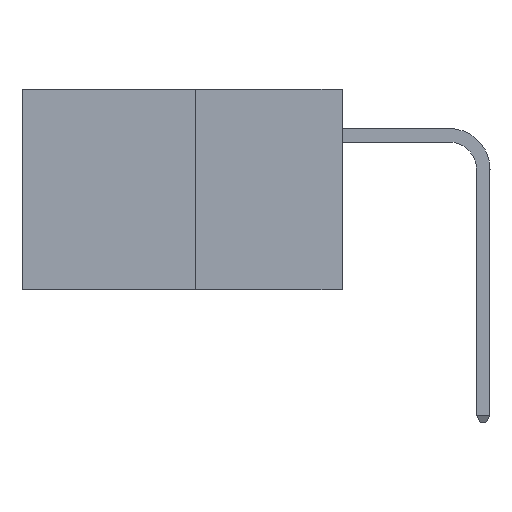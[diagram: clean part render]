
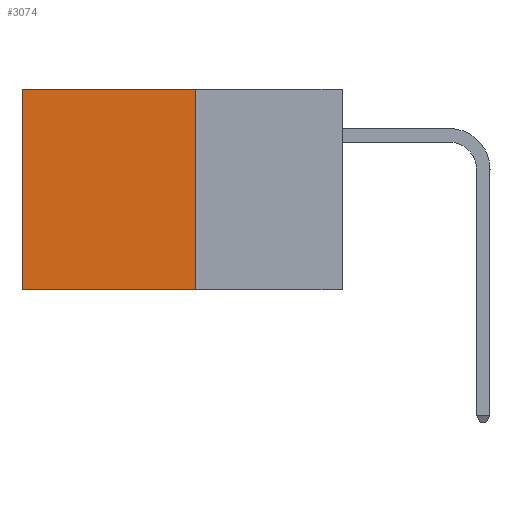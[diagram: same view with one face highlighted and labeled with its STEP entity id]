
A CAD part, left-side view. The second image highlights one B-rep face of the part: STEP entity #3074.
In plain terms, the highlighted planar face has unit normal (-1, 0, 0).
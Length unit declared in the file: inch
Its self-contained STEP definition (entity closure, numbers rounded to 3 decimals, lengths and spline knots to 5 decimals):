
#760 = CARTESIAN_POINT ( 'NONE',  ( 0.277, 0.59, -0.37 ) ) ;
#1094 = LINE ( 'NONE', #4596, #6763 ) ;
#1224 = ORIENTED_EDGE ( 'NONE', *, *, #6938, .T. ) ;
#1261 = ORIENTED_EDGE ( 'NONE', *, *, #6008, .F. ) ;
#1283 = ORIENTED_EDGE ( 'NONE', *, *, #5064, .F. ) ;
#1607 = EDGE_CURVE ( 'NONE', #5613, #2043, #1094, .T. ) ;
#2033 = DIRECTION ( 'NONE',  ( 0., 0., -1. ) ) ;
#2043 = VERTEX_POINT ( 'NONE', #8231 ) ;
#2046 = ORIENTED_EDGE ( 'NONE', *, *, #1607, .T. ) ;
#2248 = LINE ( 'NONE', #6556, #7726 ) ;
#2385 = CARTESIAN_POINT ( 'NONE',  ( 0.277, 0.27, -0.37 ) ) ;
#3074 = ADVANCED_FACE ( 'NONE', ( #5622 ), #11498, .F. ) ;
#3267 = VECTOR ( 'NONE', #10152, 39.37008 ) ;
#3377 = VERTEX_POINT ( 'NONE', #2385 ) ;
#4596 = CARTESIAN_POINT ( 'NONE',  ( 0.277, 0.27, 0. ) ) ;
#4758 = AXIS2_PLACEMENT_3D ( 'NONE', #11478, #11439, #11422 ) ;
#5064 = EDGE_CURVE ( 'NONE', #5613, #3377, #14009, .T. ) ;
#5613 = VERTEX_POINT ( 'NONE', #11202 ) ;
#5622 = FACE_OUTER_BOUND ( 'NONE', #13079, .T. ) ;
#5732 = LINE ( 'NONE', #760, #8513 ) ;
#6008 = EDGE_CURVE ( 'NONE', #3377, #13947, #2248, .T. ) ;
#6116 = DIRECTION ( 'NONE',  ( 0., 1., 0. ) ) ;
#6475 = DIRECTION ( 'NONE',  ( 0., 1., 0. ) ) ;
#6556 = CARTESIAN_POINT ( 'NONE',  ( 0.277, 0.27, -0.37 ) ) ;
#6763 = VECTOR ( 'NONE', #6116, 39.37008 ) ;
#6938 = EDGE_CURVE ( 'NONE', #2043, #13947, #5732, .T. ) ;
#7726 = VECTOR ( 'NONE', #6475, 39.37008 ) ;
#8231 = CARTESIAN_POINT ( 'NONE',  ( 0.277, 0.59, 0. ) ) ;
#8513 = VECTOR ( 'NONE', #2033, 39.37008 ) ;
#9234 = CARTESIAN_POINT ( 'NONE',  ( 0.277, 0.27, -0.37 ) ) ;
#10152 = DIRECTION ( 'NONE',  ( 0., 0., -1. ) ) ;
#11047 = CARTESIAN_POINT ( 'NONE',  ( 0.277, 0.59, -0.37 ) ) ;
#11202 = CARTESIAN_POINT ( 'NONE',  ( 0.277, 0.27, 0. ) ) ;
#11422 = DIRECTION ( 'NONE',  ( 0., 0., -1. ) ) ;
#11439 = DIRECTION ( 'NONE',  ( 1., 0., 0. ) ) ;
#11478 = CARTESIAN_POINT ( 'NONE',  ( 0.277, 0.27, -0.37 ) ) ;
#11498 = PLANE ( 'NONE',  #4758 ) ;
#13079 = EDGE_LOOP ( 'NONE', ( #1224, #1261, #1283, #2046 ) ) ;
#13947 = VERTEX_POINT ( 'NONE', #11047 ) ;
#14009 = LINE ( 'NONE', #9234, #3267 ) ;
